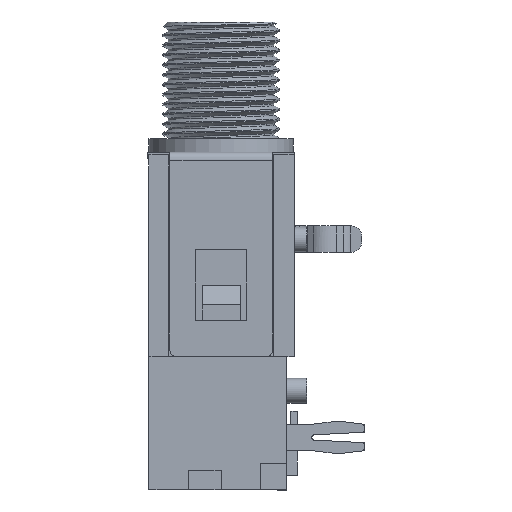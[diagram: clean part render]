
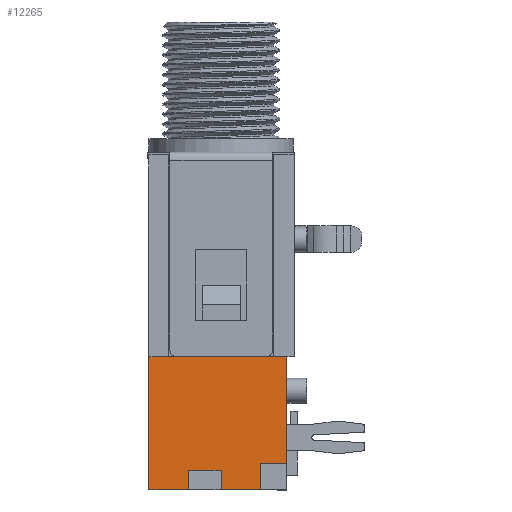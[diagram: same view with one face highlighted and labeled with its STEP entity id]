
A CAD part, left-side view. The second image highlights one B-rep face of the part: STEP entity #12265.
In plain terms, the highlighted planar face has unit normal (-1, 0, 0).
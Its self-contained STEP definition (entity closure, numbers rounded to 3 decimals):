
#921=FACE_OUTER_BOUND('',#1623,.T.);
#1623=EDGE_LOOP('',(#9349,#9350,#9351,#9352,#9353,#9354,#9355,#9356,#9357,
#9358));
#2567=LINE('',#20653,#3988);
#2573=LINE('',#20665,#3994);
#2578=LINE('',#20674,#3999);
#2583=LINE('',#20684,#4004);
#2587=LINE('',#20692,#4008);
#2589=LINE('',#20696,#4010);
#2590=LINE('',#20698,#4011);
#2591=LINE('',#20699,#4012);
#2592=LINE('',#20701,#4013);
#2593=LINE('',#20702,#4014);
#3988=VECTOR('',#15059,10.);
#3994=VECTOR('',#15069,10.);
#3999=VECTOR('',#15078,10.);
#4004=VECTOR('',#15087,10.);
#4008=VECTOR('',#15095,10.);
#4010=VECTOR('',#15099,10.);
#4011=VECTOR('',#15100,10.);
#4012=VECTOR('',#15101,10.);
#4013=VECTOR('',#15102,10.);
#4014=VECTOR('',#15103,10.);
#5281=VERTEX_POINT('',#20404);
#5370=VERTEX_POINT('',#20650);
#5371=VERTEX_POINT('',#20652);
#5375=VERTEX_POINT('',#20664);
#5377=VERTEX_POINT('',#20672);
#5380=VERTEX_POINT('',#20682);
#5382=VERTEX_POINT('',#20691);
#5383=VERTEX_POINT('',#20695);
#5384=VERTEX_POINT('',#20697);
#5385=VERTEX_POINT('',#20700);
#6789=EDGE_CURVE('',#5371,#5370,#2567,.T.);
#6795=EDGE_CURVE('',#5375,#5371,#2573,.T.);
#6800=EDGE_CURVE('',#5370,#5377,#2578,.T.);
#6805=EDGE_CURVE('',#5380,#5377,#2583,.T.);
#6809=EDGE_CURVE('',#5375,#5382,#2587,.T.);
#6811=EDGE_CURVE('',#5380,#5383,#2589,.T.);
#6812=EDGE_CURVE('',#5383,#5384,#2590,.T.);
#6813=EDGE_CURVE('',#5384,#5281,#2591,.T.);
#6814=EDGE_CURVE('',#5281,#5385,#2592,.T.);
#6815=EDGE_CURVE('',#5382,#5385,#2593,.T.);
#9349=ORIENTED_EDGE('',*,*,#6795,.T.);
#9350=ORIENTED_EDGE('',*,*,#6789,.T.);
#9351=ORIENTED_EDGE('',*,*,#6800,.T.);
#9352=ORIENTED_EDGE('',*,*,#6805,.F.);
#9353=ORIENTED_EDGE('',*,*,#6811,.T.);
#9354=ORIENTED_EDGE('',*,*,#6812,.T.);
#9355=ORIENTED_EDGE('',*,*,#6813,.T.);
#9356=ORIENTED_EDGE('',*,*,#6814,.T.);
#9357=ORIENTED_EDGE('',*,*,#6815,.F.);
#9358=ORIENTED_EDGE('',*,*,#6809,.F.);
#11651=PLANE('',#13128);
#12265=ADVANCED_FACE('',(#921),#11651,.F.);
#13128=AXIS2_PLACEMENT_3D('',#20694,#15097,#15098);
#15059=DIRECTION('',(0.,-1.,0.));
#15069=DIRECTION('',(0.,0.,1.));
#15078=DIRECTION('',(0.,0.,-1.));
#15087=DIRECTION('',(0.,1.,0.));
#15095=DIRECTION('',(0.,1.,0.));
#15097=DIRECTION('center_axis',(1.,0.,0.));
#15098=DIRECTION('ref_axis',(0.,1.,0.));
#15099=DIRECTION('',(0.,0.,1.));
#15100=DIRECTION('',(0.,-1.,0.));
#15101=DIRECTION('',(0.,0.,1.));
#15102=DIRECTION('',(0.,1.,0.));
#15103=DIRECTION('',(0.,0.,1.));
#20404=CARTESIAN_POINT('',(-5.15,-5.,-14.85));
#20650=CARTESIAN_POINT('',(-5.15,0.,-23.5));
#20652=CARTESIAN_POINT('',(-5.15,2.5,-23.5));
#20653=CARTESIAN_POINT('',(-5.15,-2.75,-23.5));
#20664=CARTESIAN_POINT('',(-5.15,2.5,-25.));
#20665=CARTESIAN_POINT('',(-5.15,2.5,-24.25));
#20672=CARTESIAN_POINT('',(-5.15,0.,-25.));
#20674=CARTESIAN_POINT('',(-5.15,0.,-25.));
#20682=CARTESIAN_POINT('',(-5.15,-3.,-25.));
#20684=CARTESIAN_POINT('',(-5.15,-2.75,-25.));
#20691=CARTESIAN_POINT('',(-5.15,5.5,-25.));
#20692=CARTESIAN_POINT('',(-5.15,-2.75,-25.));
#20694=CARTESIAN_POINT('Origin',(-5.15,-5.5,-25.));
#20695=CARTESIAN_POINT('',(-5.15,-3.,-23.));
#20696=CARTESIAN_POINT('',(-5.15,-3.,-24.5));
#20697=CARTESIAN_POINT('',(-5.15,-5.,-23.));
#20698=CARTESIAN_POINT('',(-5.15,-5.25,-23.));
#20699=CARTESIAN_POINT('',(-5.15,-5.,-25.));
#20700=CARTESIAN_POINT('',(-5.15,5.5,-14.85));
#20701=CARTESIAN_POINT('',(-5.15,-2.75,-14.85));
#20702=CARTESIAN_POINT('',(-5.15,5.5,-12.5));
